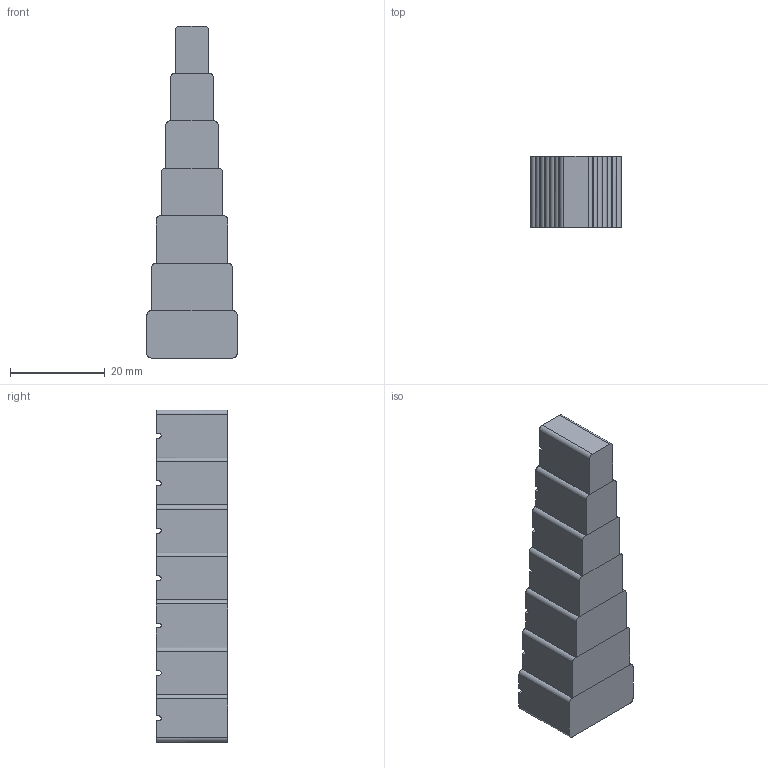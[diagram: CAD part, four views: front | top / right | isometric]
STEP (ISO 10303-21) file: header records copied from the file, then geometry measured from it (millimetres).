
FILE_DESCRIPTION(/* description */ (''),/* implementation_level */ '2;1');
FILE_NAME(/* name */ 'LEG BENDER',/* time_stamp */ '2022-07-18T02:53:20+02:00',/* author */ (''),/* organization */ (''),/* preprocessor_version */ 'ST-DEVELOPER v16.5',/* originating_system */ 'Rhino 7.19',/* authorisation */ '');
FILE_SCHEMA (('AUTOMOTIVE_DESIGN_CC2'));
Length unit declared in the file: millimetre
Products named in the file (1): Document
Bounding box: 19 x 15 x 70 mm (x, y, z)
Volume: 11398.6 mm3; surface area: 4877.9 mm2
Topology: 1 solids, 1 shells, 158 faces, 432 edges, 276 vertices
Faces by surface type: plane 112, cylinder 46
Entity records: 4257 total; most frequent: CARTESIAN_POINT 1429, ORIENTED_EDGE 864, EDGE_CURVE 432, B_SPLINE_CURVE_WITH_KNOTS 340, VERTEX_POINT 276, ADVANCED_FACE 158, FACE_OUTER_BOUND 158, EDGE_LOOP 158
